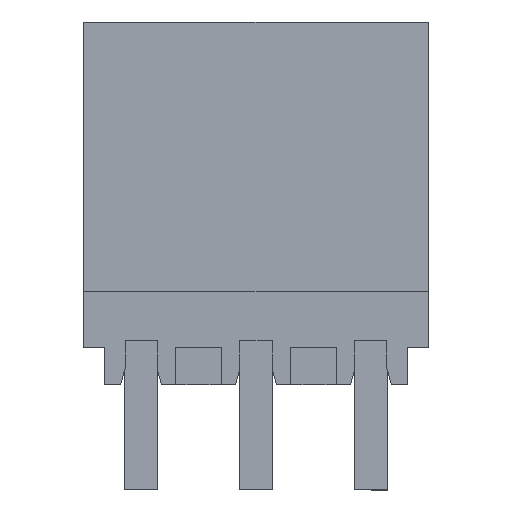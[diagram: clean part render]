
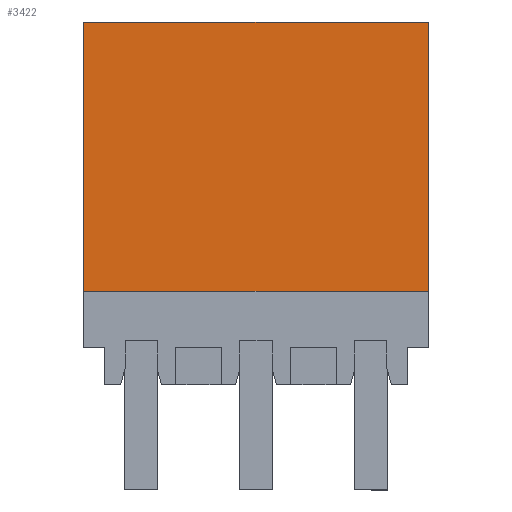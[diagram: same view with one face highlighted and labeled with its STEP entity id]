
A CAD part, front view. The second image highlights one B-rep face of the part: STEP entity #3422.
In plain terms, the highlighted planar face has unit normal (0, -1, 0).
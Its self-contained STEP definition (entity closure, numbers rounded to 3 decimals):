
#3409=AXIS2_PLACEMENT_3D('Plane Axis2P3D',#3406,#3407,#3408) ;
#1258=CARTESIAN_POINT('Line Origine',(10.5,0.,10.15)) ;
#1262=CARTESIAN_POINT('Vertex',(10.5,0.,14.25)) ;
#1264=CARTESIAN_POINT('Vertex',(10.5,0.,6.05)) ;
#2134=CARTESIAN_POINT('Vertex',(0.,0.,6.05)) ;
#2137=CARTESIAN_POINT('Line Origine',(0.,0.,10.15)) ;
#2141=CARTESIAN_POINT('Vertex',(0.,0.,14.25)) ;
#2675=CARTESIAN_POINT('Line Origine',(5.25,0.,6.05)) ;
#3406=CARTESIAN_POINT('Axis2P3D Location',(-4.2,0.,14.25)) ;
#3411=CARTESIAN_POINT('Line Origine',(5.25,0.,14.25)) ;
#1259=DIRECTION('Vector Direction',(0.,0.,-1.)) ;
#2138=DIRECTION('Vector Direction',(0.,0.,-1.)) ;
#2676=DIRECTION('Vector Direction',(1.,0.,0.)) ;
#3407=DIRECTION('Axis2P3D Direction',(0.,-1.,0.)) ;
#3408=DIRECTION('Axis2P3D XDirection',(0.,0.,-1.)) ;
#3412=DIRECTION('Vector Direction',(1.,0.,0.)) ;
#1260=VECTOR('Line Direction',#1259,1.) ;
#2139=VECTOR('Line Direction',#2138,1.) ;
#2677=VECTOR('Line Direction',#2676,1.) ;
#3413=VECTOR('Line Direction',#3412,1.) ;
#3417=ORIENTED_EDGE('',*,*,#2143,.T.) ;
#3418=ORIENTED_EDGE('',*,*,#2679,.F.) ;
#3419=ORIENTED_EDGE('',*,*,#1266,.F.) ;
#3420=ORIENTED_EDGE('',*,*,#3415,.F.) ;
#3422=ADVANCED_FACE('HOUSING',(#3421),#3410,.T.) ;
#1266=EDGE_CURVE('',#1263,#1265,#1261,.T.) ;
#2143=EDGE_CURVE('',#2142,#2135,#2140,.T.) ;
#2679=EDGE_CURVE('',#1265,#2135,#2678,.F.) ;
#3415=EDGE_CURVE('',#2142,#1263,#3414,.T.) ;
#3416=EDGE_LOOP('',(#3417,#3418,#3419,#3420)) ;
#3421=FACE_OUTER_BOUND('',#3416,.T.) ;
#1261=LINE('Line',#1258,#1260) ;
#2140=LINE('Line',#2137,#2139) ;
#2678=LINE('Line',#2675,#2677) ;
#3414=LINE('Line',#3411,#3413) ;
#3410=PLANE('',#3409) ;
#1263=VERTEX_POINT('',#1262) ;
#1265=VERTEX_POINT('',#1264) ;
#2135=VERTEX_POINT('',#2134) ;
#2142=VERTEX_POINT('',#2141) ;
